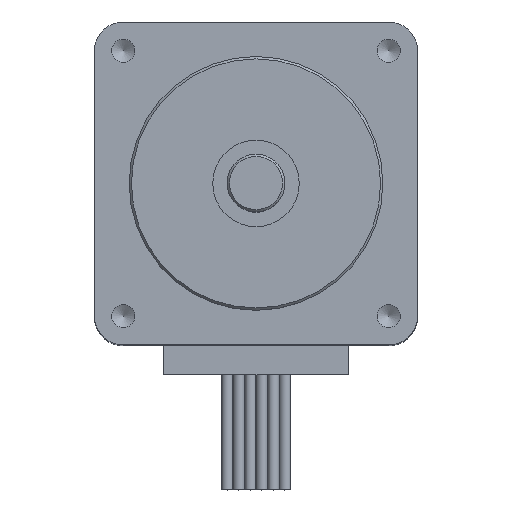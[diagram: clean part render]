
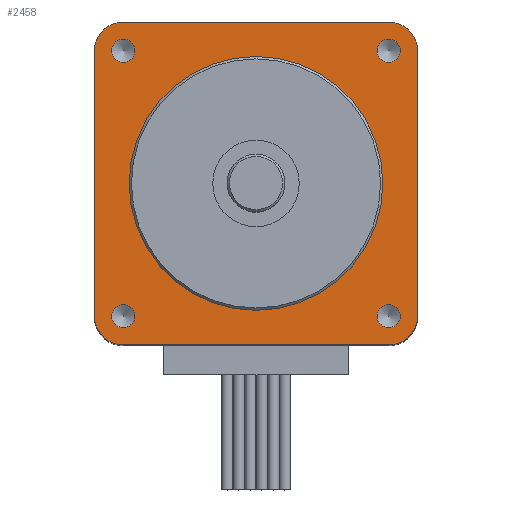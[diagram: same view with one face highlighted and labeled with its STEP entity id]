
A CAD part, top view. The second image highlights one B-rep face of the part: STEP entity #2458.
In plain terms, the highlighted planar face has unit normal (0, 0, 1).
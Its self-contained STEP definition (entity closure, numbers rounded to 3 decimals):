
#70=FACE_BOUND('',#368,.T.);
#71=FACE_BOUND('',#369,.T.);
#72=FACE_BOUND('',#370,.T.);
#73=FACE_BOUND('',#371,.T.);
#74=FACE_BOUND('',#372,.T.);
#194=FACE_OUTER_BOUND('',#367,.T.);
#367=EDGE_LOOP('',(#1636,#1637,#1638,#1639,#1640,#1641,#1642,#1643));
#368=EDGE_LOOP('',(#1644));
#369=EDGE_LOOP('',(#1645));
#370=EDGE_LOOP('',(#1646));
#371=EDGE_LOOP('',(#1647));
#372=EDGE_LOOP('',(#1648));
#532=CIRCLE('',#2624,11.);
#538=CIRCLE('',#2637,1.007);
#540=CIRCLE('',#2641,1.007);
#542=CIRCLE('',#2645,1.007);
#544=CIRCLE('',#2649,1.007);
#545=CIRCLE('',#2652,2.5);
#547=CIRCLE('',#2656,2.5);
#549=CIRCLE('',#2660,2.5);
#551=CIRCLE('',#2664,2.5);
#664=LINE('',#3810,#833);
#669=LINE('',#3824,#838);
#673=LINE('',#3836,#842);
#677=LINE('',#3848,#846);
#833=VECTOR('',#3033,23.);
#838=VECTOR('',#3046,23.);
#842=VECTOR('',#3058,23.);
#846=VECTOR('',#3070,23.);
#1006=VERTEX_POINT('',#3768);
#1012=VERTEX_POINT('',#3787);
#1014=VERTEX_POINT('',#3793);
#1016=VERTEX_POINT('',#3799);
#1018=VERTEX_POINT('',#3805);
#1019=VERTEX_POINT('',#3808);
#1020=VERTEX_POINT('',#3809);
#1023=VERTEX_POINT('',#3817);
#1025=VERTEX_POINT('',#3823);
#1027=VERTEX_POINT('',#3829);
#1029=VERTEX_POINT('',#3835);
#1031=VERTEX_POINT('',#3841);
#1033=VERTEX_POINT('',#3847);
#1226=EDGE_CURVE('',#1006,#1006,#532,.T.);
#1232=EDGE_CURVE('',#1012,#1012,#538,.T.);
#1234=EDGE_CURVE('',#1014,#1014,#540,.T.);
#1236=EDGE_CURVE('',#1016,#1016,#542,.T.);
#1238=EDGE_CURVE('',#1018,#1018,#544,.T.);
#1239=EDGE_CURVE('',#1019,#1020,#664,.T.);
#1243=EDGE_CURVE('',#1020,#1023,#545,.T.);
#1246=EDGE_CURVE('',#1023,#1025,#669,.T.);
#1249=EDGE_CURVE('',#1025,#1027,#547,.T.);
#1252=EDGE_CURVE('',#1027,#1029,#673,.T.);
#1255=EDGE_CURVE('',#1029,#1031,#549,.T.);
#1258=EDGE_CURVE('',#1031,#1033,#677,.T.);
#1261=EDGE_CURVE('',#1033,#1019,#551,.T.);
#1636=ORIENTED_EDGE('',*,*,#1239,.F.);
#1637=ORIENTED_EDGE('',*,*,#1261,.F.);
#1638=ORIENTED_EDGE('',*,*,#1258,.F.);
#1639=ORIENTED_EDGE('',*,*,#1255,.F.);
#1640=ORIENTED_EDGE('',*,*,#1252,.F.);
#1641=ORIENTED_EDGE('',*,*,#1249,.F.);
#1642=ORIENTED_EDGE('',*,*,#1246,.F.);
#1643=ORIENTED_EDGE('',*,*,#1243,.F.);
#1644=ORIENTED_EDGE('',*,*,#1232,.T.);
#1645=ORIENTED_EDGE('',*,*,#1234,.T.);
#1646=ORIENTED_EDGE('',*,*,#1236,.T.);
#1647=ORIENTED_EDGE('',*,*,#1238,.T.);
#1648=ORIENTED_EDGE('',*,*,#1226,.T.);
#2185=PLANE('',#2667);
#2458=ADVANCED_FACE('',(#194,#70,#71,#72,#73,#74),#2185,.T.);
#2624=AXIS2_PLACEMENT_3D('',#3769,#2979,#2980);
#2637=AXIS2_PLACEMENT_3D('',#3788,#3005,#3006);
#2641=AXIS2_PLACEMENT_3D('',#3794,#3013,#3014);
#2645=AXIS2_PLACEMENT_3D('',#3800,#3021,#3022);
#2649=AXIS2_PLACEMENT_3D('',#3806,#3029,#3030);
#2652=AXIS2_PLACEMENT_3D('',#3818,#3039,#3040);
#2656=AXIS2_PLACEMENT_3D('',#3830,#3051,#3052);
#2660=AXIS2_PLACEMENT_3D('',#3842,#3063,#3064);
#2664=AXIS2_PLACEMENT_3D('',#3853,#3075,#3076);
#2667=AXIS2_PLACEMENT_3D('',#3856,#3081,#3082);
#2979=DIRECTION('center_axis',(0.,0.,-1.));
#2980=DIRECTION('ref_axis',(-1.,0.,0.));
#3005=DIRECTION('center_axis',(0.,0.,-1.));
#3006=DIRECTION('ref_axis',(1.,0.,0.));
#3013=DIRECTION('center_axis',(0.,0.,-1.));
#3014=DIRECTION('ref_axis',(1.,0.,0.));
#3021=DIRECTION('center_axis',(0.,0.,-1.));
#3022=DIRECTION('ref_axis',(1.,0.,0.));
#3029=DIRECTION('center_axis',(0.,0.,-1.));
#3030=DIRECTION('ref_axis',(1.,0.,0.));
#3033=DIRECTION('',(1.,0.,0.));
#3039=DIRECTION('center_axis',(0.,0.,-1.));
#3040=DIRECTION('ref_axis',(1.,0.,0.));
#3046=DIRECTION('',(0.,-1.,0.));
#3051=DIRECTION('center_axis',(0.,0.,-1.));
#3052=DIRECTION('ref_axis',(0.,-1.,0.));
#3058=DIRECTION('',(-1.,0.,0.));
#3063=DIRECTION('center_axis',(0.,0.,-1.));
#3064=DIRECTION('ref_axis',(-1.,0.,0.));
#3070=DIRECTION('',(0.,1.,0.));
#3075=DIRECTION('center_axis',(0.,0.,-1.));
#3076=DIRECTION('ref_axis',(0.,1.,0.));
#3081=DIRECTION('center_axis',(0.,0.,1.));
#3082=DIRECTION('ref_axis',(1.,0.,0.));
#3768=CARTESIAN_POINT('',(11.,0.,24.5));
#3769=CARTESIAN_POINT('Origin',(0.,0.,24.5));
#3787=CARTESIAN_POINT('',(-12.507,-11.5,24.5));
#3788=CARTESIAN_POINT('Origin',(-11.5,-11.5,24.5));
#3793=CARTESIAN_POINT('',(10.494,-11.5,24.5));
#3794=CARTESIAN_POINT('Origin',(11.5,-11.5,24.5));
#3799=CARTESIAN_POINT('',(-12.507,11.5,24.5));
#3800=CARTESIAN_POINT('Origin',(-11.5,11.5,24.5));
#3805=CARTESIAN_POINT('',(10.494,11.5,24.5));
#3806=CARTESIAN_POINT('Origin',(11.5,11.5,24.5));
#3808=CARTESIAN_POINT('',(-11.5,14.,24.5));
#3809=CARTESIAN_POINT('',(11.5,14.,24.5));
#3810=CARTESIAN_POINT('',(-11.5,14.,24.5));
#3817=CARTESIAN_POINT('',(14.,11.5,24.5));
#3818=CARTESIAN_POINT('Origin',(11.5,11.5,24.5));
#3823=CARTESIAN_POINT('',(14.,-11.5,24.5));
#3824=CARTESIAN_POINT('',(14.,11.5,24.5));
#3829=CARTESIAN_POINT('',(11.5,-14.,24.5));
#3830=CARTESIAN_POINT('Origin',(11.5,-11.5,24.5));
#3835=CARTESIAN_POINT('',(-11.5,-14.,24.5));
#3836=CARTESIAN_POINT('',(11.5,-14.,24.5));
#3841=CARTESIAN_POINT('',(-14.,-11.5,24.5));
#3842=CARTESIAN_POINT('Origin',(-11.5,-11.5,24.5));
#3847=CARTESIAN_POINT('',(-14.,11.5,24.5));
#3848=CARTESIAN_POINT('',(-14.,-11.5,24.5));
#3853=CARTESIAN_POINT('Origin',(-11.5,11.5,24.5));
#3856=CARTESIAN_POINT('Origin',(0.,0.,24.5));
